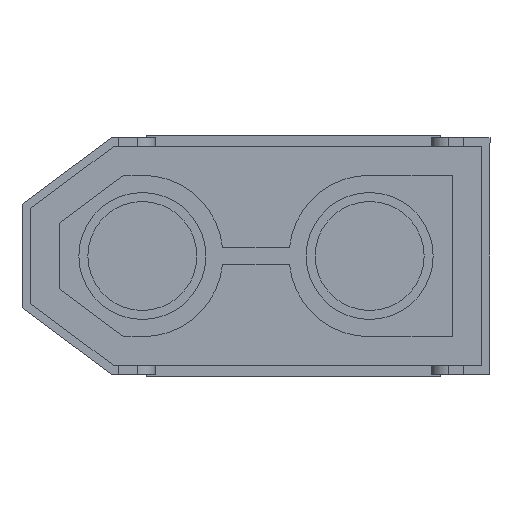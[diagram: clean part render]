
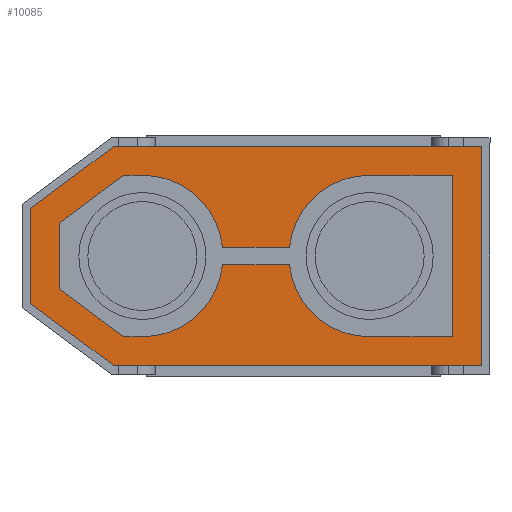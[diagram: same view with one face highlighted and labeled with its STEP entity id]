
A CAD part, front view. The second image highlights one B-rep face of the part: STEP entity #10085.
In plain terms, the highlighted planar face has unit normal (0, -1, 0).
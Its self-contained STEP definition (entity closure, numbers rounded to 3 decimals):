
#1016=PLANE('',#13681);
#1208=CIRCLE('',#13643,1.875);
#1210=CIRCLE('',#13646,1.875);
#1222=CIRCLE('',#13672,1.875);
#1223=CIRCLE('',#13674,1.875);
#1342=ORIENTED_EDGE('',*,*,#4310,.F.);
#1343=ORIENTED_EDGE('',*,*,#4311,.F.);
#1344=ORIENTED_EDGE('',*,*,#4312,.F.);
#1345=ORIENTED_EDGE('',*,*,#4313,.F.);
#1346=ORIENTED_EDGE('',*,*,#4314,.F.);
#1347=ORIENTED_EDGE('',*,*,#4315,.F.);
#1348=ORIENTED_EDGE('',*,*,#4302,.T.);
#1349=ORIENTED_EDGE('',*,*,#4265,.T.);
#1350=ORIENTED_EDGE('',*,*,#4293,.T.);
#1351=ORIENTED_EDGE('',*,*,#4296,.T.);
#1352=ORIENTED_EDGE('',*,*,#4306,.T.);
#1353=ORIENTED_EDGE('',*,*,#4290,.T.);
#1354=ORIENTED_EDGE('',*,*,#4288,.T.);
#1355=ORIENTED_EDGE('',*,*,#4261,.T.);
#1356=ORIENTED_EDGE('',*,*,#4295,.T.);
#1357=ORIENTED_EDGE('',*,*,#4298,.T.);
#1358=ORIENTED_EDGE('',*,*,#4300,.T.);
#1359=ORIENTED_EDGE('',*,*,#4304,.T.);
#1360=ORIENTED_EDGE('',*,*,#4309,.T.);
#1361=ORIENTED_EDGE('',*,*,#4307,.T.);
#4261=EDGE_CURVE('',#5764,#5763,#1208,.F.);
#4265=EDGE_CURVE('',#5768,#5766,#1210,.F.);
#4288=EDGE_CURVE('',#5788,#5764,#6797,.T.);
#4290=EDGE_CURVE('',#5789,#5788,#6799,.T.);
#4293=EDGE_CURVE('',#5766,#5790,#6802,.T.);
#4295=EDGE_CURVE('',#5763,#5791,#6804,.T.);
#4296=EDGE_CURVE('',#5790,#5792,#1222,.F.);
#4298=EDGE_CURVE('',#5791,#5793,#1223,.F.);
#4300=EDGE_CURVE('',#5793,#5794,#6807,.T.);
#4302=EDGE_CURVE('',#5795,#5768,#6809,.T.);
#4304=EDGE_CURVE('',#5794,#5796,#6811,.T.);
#4306=EDGE_CURVE('',#5792,#5789,#6813,.T.);
#4307=EDGE_CURVE('',#5797,#5795,#6814,.T.);
#4309=EDGE_CURVE('',#5796,#5797,#6816,.T.);
#4310=EDGE_CURVE('',#5798,#5799,#6817,.T.);
#4311=EDGE_CURVE('',#5800,#5798,#6818,.T.);
#4312=EDGE_CURVE('',#5801,#5800,#6819,.T.);
#4313=EDGE_CURVE('',#5802,#5801,#6820,.T.);
#4314=EDGE_CURVE('',#5803,#5802,#6821,.T.);
#4315=EDGE_CURVE('',#5799,#5803,#6822,.T.);
#5763=VERTEX_POINT('',#15357);
#5764=VERTEX_POINT('',#15359);
#5766=VERTEX_POINT('',#15365);
#5768=VERTEX_POINT('',#15368);
#5788=VERTEX_POINT('',#15421);
#5789=VERTEX_POINT('',#15425);
#5790=VERTEX_POINT('',#15429);
#5791=VERTEX_POINT('',#15433);
#5792=VERTEX_POINT('',#15437);
#5793=VERTEX_POINT('',#15441);
#5794=VERTEX_POINT('',#15445);
#5795=VERTEX_POINT('',#15449);
#5796=VERTEX_POINT('',#15453);
#5797=VERTEX_POINT('',#15459);
#5798=VERTEX_POINT('',#15465);
#5799=VERTEX_POINT('',#15466);
#5800=VERTEX_POINT('',#15468);
#5801=VERTEX_POINT('',#15470);
#5802=VERTEX_POINT('',#15472);
#5803=VERTEX_POINT('',#15474);
#6797=LINE('',#15420,#7633);
#6799=LINE('',#15424,#7635);
#6802=LINE('',#15430,#7638);
#6804=LINE('',#15434,#7640);
#6807=LINE('',#15444,#7643);
#6809=LINE('',#15448,#7645);
#6811=LINE('',#15452,#7647);
#6813=LINE('',#15456,#7649);
#6814=LINE('',#15458,#7650);
#6816=LINE('',#15462,#7652);
#6817=LINE('',#15464,#7653);
#6818=LINE('',#15467,#7654);
#6819=LINE('',#15469,#7655);
#6820=LINE('',#15471,#7656);
#6821=LINE('',#15473,#7657);
#6822=LINE('',#15475,#7658);
#7633=VECTOR('',#14001,1000.);
#7635=VECTOR('',#14005,1000.);
#7638=VECTOR('',#14010,1000.);
#7640=VECTOR('',#14014,1000.);
#7643=VECTOR('',#14027,1000.);
#7645=VECTOR('',#14031,1000.);
#7647=VECTOR('',#14035,1000.);
#7649=VECTOR('',#14039,1000.);
#7650=VECTOR('',#14042,1000.);
#7652=VECTOR('',#14046,1000.);
#7653=VECTOR('',#14049,1000.);
#7654=VECTOR('',#14050,1000.);
#7655=VECTOR('',#14051,1000.);
#7656=VECTOR('',#14052,1000.);
#7657=VECTOR('',#14053,1000.);
#7658=VECTOR('',#14054,1000.);
#8486=EDGE_LOOP('',(#1342,#1343,#1344,#1345,#1346,#1347));
#8487=EDGE_LOOP('',(#1348,#1349,#1350,#1351,#1352,#1353,#1354,#1355,#1356,
#1357,#1358,#1359,#1360,#1361));
#9025=FACE_BOUND('',#8486,.T.);
#9026=FACE_BOUND('',#8487,.T.);
#10085=ADVANCED_FACE('',(#9025,#9026),#1016,.T.);
#13643=AXIS2_PLACEMENT_3D('',#15358,#13938,#13939);
#13646=AXIS2_PLACEMENT_3D('',#15367,#13946,#13947);
#13672=AXIS2_PLACEMENT_3D('',#15436,#14017,#14018);
#13674=AXIS2_PLACEMENT_3D('',#15440,#14022,#14023);
#13681=AXIS2_PLACEMENT_3D('',#15463,#14047,#14048);
#13938=DIRECTION('',(0.,-1.,0.));
#13939=DIRECTION('',(1.,0.,0.));
#13946=DIRECTION('',(0.,-1.,0.));
#13947=DIRECTION('',(1.,0.,0.));
#14001=DIRECTION('',(-1.,0.,0.));
#14005=DIRECTION('',(0.,0.,-1.));
#14010=DIRECTION('',(1.,0.,0.));
#14014=DIRECTION('',(-1.,0.,0.));
#14017=DIRECTION('',(0.,-1.,0.));
#14018=DIRECTION('',(1.,0.,0.));
#14022=DIRECTION('',(0.,-1.,0.));
#14023=DIRECTION('',(1.,0.,0.));
#14027=DIRECTION('',(-1.,0.,0.));
#14031=DIRECTION('',(1.,0.,0.));
#14035=DIRECTION('',(-0.802,0.,0.597));
#14039=DIRECTION('',(1.,0.,0.));
#14042=DIRECTION('',(0.802,0.,0.597));
#14046=DIRECTION('',(0.,0.,1.));
#14047=DIRECTION('',(0.,-1.,0.));
#14048=DIRECTION('',(0.,0.,1.));
#14049=DIRECTION('',(1.,0.,0.));
#14050=DIRECTION('',(0.802,0.,0.597));
#14051=DIRECTION('',(0.,0.,1.));
#14052=DIRECTION('',(-0.802,0.,0.597));
#14053=DIRECTION('',(-1.,0.,0.));
#14054=DIRECTION('',(0.,0.,-1.));
#15357=CARTESIAN_POINT('',(-4.634,30.432,3.75));
#15358=CARTESIAN_POINT('',(-2.77,30.432,3.95));
#15359=CARTESIAN_POINT('',(-2.77,30.432,2.075));
#15365=CARTESIAN_POINT('',(-6.186,30.432,4.15));
#15367=CARTESIAN_POINT('',(-8.05,30.432,3.95));
#15368=CARTESIAN_POINT('',(-8.05,30.432,5.825));
#15420=CARTESIAN_POINT('',(-4.09,30.432,2.075));
#15421=CARTESIAN_POINT('',(-0.85,30.432,2.075));
#15424=CARTESIAN_POINT('',(-0.85,30.432,3.013));
#15425=CARTESIAN_POINT('',(-0.85,30.432,5.825));
#15429=CARTESIAN_POINT('',(-4.634,30.432,4.15));
#15430=CARTESIAN_POINT('',(-5.022,30.432,4.15));
#15433=CARTESIAN_POINT('',(-6.186,30.432,3.75));
#15434=CARTESIAN_POINT('',(-5.798,30.432,3.75));
#15436=CARTESIAN_POINT('',(-2.77,30.432,3.95));
#15437=CARTESIAN_POINT('',(-2.77,30.432,5.825));
#15440=CARTESIAN_POINT('',(-8.05,30.432,3.95));
#15441=CARTESIAN_POINT('',(-8.05,30.432,2.075));
#15444=CARTESIAN_POINT('',(-4.09,30.432,2.075));
#15445=CARTESIAN_POINT('',(-8.481,30.432,2.075));
#15448=CARTESIAN_POINT('',(-4.09,30.432,5.825));
#15449=CARTESIAN_POINT('',(-8.481,30.432,5.825));
#15452=CARTESIAN_POINT('',(-8.687,30.432,2.228));
#15453=CARTESIAN_POINT('',(-9.97,30.432,3.184));
#15456=CARTESIAN_POINT('',(-4.09,30.432,5.825));
#15458=CARTESIAN_POINT('',(-7.943,30.432,6.226));
#15459=CARTESIAN_POINT('',(-9.97,30.432,4.716));
#15462=CARTESIAN_POINT('',(-9.97,30.432,4.333));
#15463=CARTESIAN_POINT('',(-5.41,30.432,3.95));
#15464=CARTESIAN_POINT('',(-2.748,30.432,6.5));
#15465=CARTESIAN_POINT('',(-8.705,30.432,6.5));
#15466=CARTESIAN_POINT('',(-0.175,30.432,6.5));
#15467=CARTESIAN_POINT('',(-8.245,30.432,6.843));
#15468=CARTESIAN_POINT('',(-10.645,30.432,5.055));
#15469=CARTESIAN_POINT('',(-10.645,30.432,4.525));
#15470=CARTESIAN_POINT('',(-10.645,30.432,2.845));
#15471=CARTESIAN_POINT('',(-9.245,30.432,1.802));
#15472=CARTESIAN_POINT('',(-8.705,30.432,1.4));
#15473=CARTESIAN_POINT('',(-7.073,30.432,1.4));
#15474=CARTESIAN_POINT('',(-0.175,30.432,1.4));
#15475=CARTESIAN_POINT('',(-0.175,30.432,2.63));
